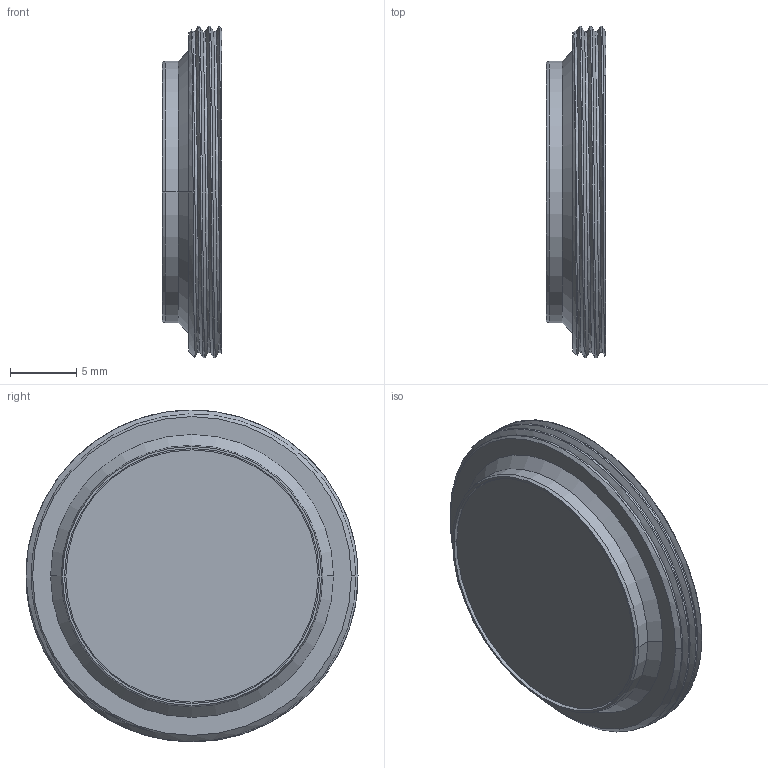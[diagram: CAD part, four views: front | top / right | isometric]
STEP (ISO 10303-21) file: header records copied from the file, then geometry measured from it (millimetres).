
FILE_DESCRIPTION(('Open CASCADE Model'),'2;1');
FILE_NAME('Open CASCADE Shape Model','2026-02-20T08:55:50',('Author'),( 'Open CASCADE'),'Open CASCADE STEP processor 7.7','Open CASCADE 7.7' ,'Unknown');
FILE_SCHEMA(('AUTOMOTIVE_DESIGN { 1 0 10303 214 1 1 1 1 }'));
Length unit declared in the file: millimetre
Products named in the file (2): 262.0023A-WITH-FILTER
Assembly tree (1 placements, depth 2):
  262.0023A-WITH-FILTER
    262.0023A-WITH-FILTER
Bounding box: 4.5 x 25 x 25 mm (x, y, z)
Volume: 812.2 mm3; surface area: 1721.2 mm2
Topology: 2 solids, 2 shells, 44 faces, 97 edges, 62 vertices
Faces by surface type: cylinder 18, cone 13, plane 10, bspline 3
Entity records: 4654 total; most frequent: CARTESIAN_POINT 2678, DIRECTION 347, ORIENTED_EDGE 194, PCURVE 194, DEFINITIONAL_REPRESENTATION 194, LINE 159, VECTOR 159, EDGE_CURVE 97
